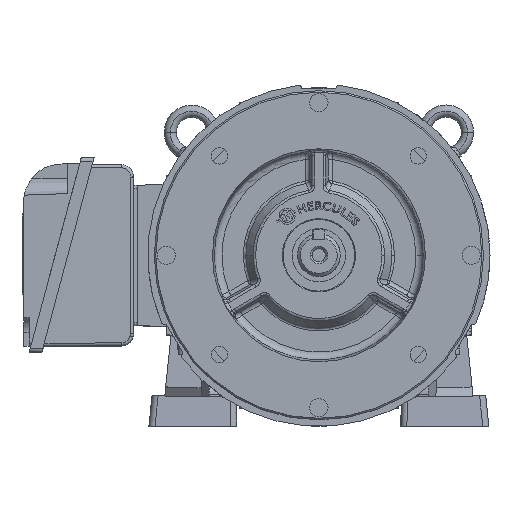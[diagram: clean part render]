
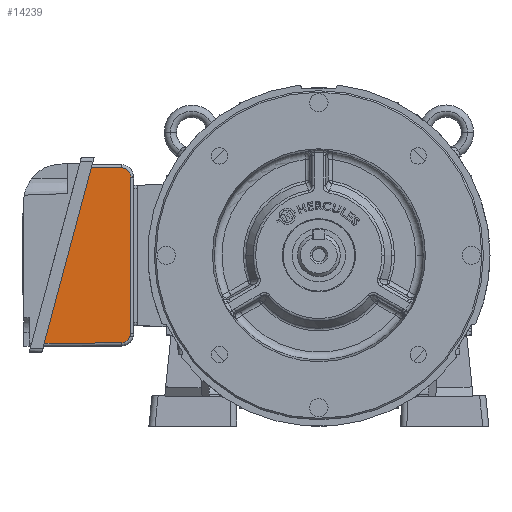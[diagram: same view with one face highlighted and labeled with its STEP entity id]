
A CAD part, top view. The second image highlights one B-rep face of the part: STEP entity #14239.
In plain terms, the highlighted planar face has unit normal (0.017, -0.004, 1).
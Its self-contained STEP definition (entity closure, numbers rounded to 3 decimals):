
#612 = CARTESIAN_POINT ( 'NONE',  ( -123.671, -52.881, 47.295 ) ) ;
#1287 = CARTESIAN_POINT ( 'NONE',  ( -163.369, 10.281, 48.25 ) ) ;
#1557 = VERTEX_POINT ( 'NONE', #25027 ) ;
#3409 = CARTESIAN_POINT ( 'NONE',  ( -126.612, -57.304, 47.325 ) ) ;
#5573 = LINE ( 'NONE', #17149, #25409 ) ;
#5932 = DIRECTION ( 'NONE',  ( 0.017, -0.005, 1. ) ) ;
#7563 = EDGE_CURVE ( 'NONE', #53594, #10005, #67536, .T. ) ;
#9120 = CARTESIAN_POINT ( 'NONE',  ( -129.362, 57.378, 47.889 ) ) ;
#10005 = VERTEX_POINT ( 'NONE', #9120 ) ;
#10720 = ORIENTED_EDGE ( 'NONE', *, *, #57709, .T. ) ;
#14239 = ADVANCED_FACE ( 'NONE', ( #39872 ), #56980, .T. ) ;
#16013 = ORIENTED_EDGE ( 'NONE', *, *, #7563, .T. ) ;
#17149 = CARTESIAN_POINT ( 'NONE',  ( -123.466, 51.388, 47.763 ) ) ;
#19886 = VERTEX_POINT ( 'NONE', #612 ) ;
#21275 =( BOUNDED_CURVE ( )  B_SPLINE_CURVE ( 3, ( #37350, #3409, #54467, #58946 ),
 .UNSPECIFIED., .F., .T. ) 
 B_SPLINE_CURVE_WITH_KNOTS ( ( 4, 4 ),
 ( 4.983, 6.283 ),
 .UNSPECIFIED. ) 
 CURVE ( )  GEOMETRIC_REPRESENTATION_ITEM ( )  RATIONAL_B_SPLINE_CURVE ( ( 1., 0.864, 0.864, 1. ) ) 
 REPRESENTATION_ITEM ( '' )  );
#22327 = DIRECTION ( 'NONE',  ( 1., 0., -0.017 ) ) ;
#22750 = AXIS2_PLACEMENT_3D ( 'NONE', #33539, #5932, #22327 ) ;
#25027 = CARTESIAN_POINT ( 'NONE',  ( -129.414, -57.328, 47.372 ) ) ;
#25409 = VECTOR ( 'NONE', #55178, 1000. ) ;
#26033 = DIRECTION ( 'NONE',  ( 1., 0.009, -0.017 ) ) ;
#26756 = CARTESIAN_POINT ( 'NONE',  ( -123.466, -51.329, 47.299 ) ) ;
#29637 = CARTESIAN_POINT ( 'NONE',  ( -123.466, -51.329, 47.299 ) ) ;
#31257 = VERTEX_POINT ( 'NONE', #61542 ) ;
#31268 = LINE ( 'NONE', #53999, #32840 ) ;
#31764 = ORIENTED_EDGE ( 'NONE', *, *, #34248, .T. ) ;
#32678 = EDGE_CURVE ( 'NONE', #1557, #19886, #21275, .T. ) ;
#32840 = VECTOR ( 'NONE', #42794, 1000. ) ;
#33539 = CARTESIAN_POINT ( 'NONE',  ( -163.369, 10.281, 48.25 ) ) ;
#34248 = EDGE_CURVE ( 'NONE', #66201, #1557, #70740, .T. ) ;
#35218 = DIRECTION ( 'NONE',  ( 0.259, 0.966, 0. ) ) ;
#37350 = CARTESIAN_POINT ( 'NONE',  ( -129.414, -57.328, 47.372 ) ) ;
#37938 = CARTESIAN_POINT ( 'NONE',  ( -123.535, -52.374, 47.295 ) ) ;
#39872 = FACE_OUTER_BOUND ( 'NONE', #62122, .T. ) ;
#41577 = CARTESIAN_POINT ( 'NONE',  ( -123.466, 51.379, 47.763 ) ) ;
#42091 = EDGE_CURVE ( 'NONE', #19886, #46713, #65643, .T. ) ;
#42444 = CARTESIAN_POINT ( 'NONE',  ( -129.447, -57.329, 47.373 ) ) ;
#42794 = DIRECTION ( 'NONE',  ( -1., 0.017, 0.017 ) ) ;
#43522 = CARTESIAN_POINT ( 'NONE',  ( -123.671, -52.881, 47.295 ) ) ;
#46383 = LINE ( 'NONE', #1287, #55186 ) ;
#46713 = VERTEX_POINT ( 'NONE', #29637 ) ;
#46850 = CARTESIAN_POINT ( 'NONE',  ( -123.466, 51.379, 47.763 ) ) ;
#48599 = ORIENTED_EDGE ( 'NONE', *, *, #53924, .F. ) ;
#50395 = ORIENTED_EDGE ( 'NONE', *, *, #42091, .T. ) ;
#53125 = CARTESIAN_POINT ( 'NONE',  ( -129.362, 57.378, 47.889 ) ) ;
#53292 = EDGE_CURVE ( 'NONE', #46713, #53594, #5573, .T. ) ;
#53594 = VERTEX_POINT ( 'NONE', #46850 ) ;
#53924 = EDGE_CURVE ( 'NONE', #66201, #31257, #46383, .T. ) ;
#53999 = CARTESIAN_POINT ( 'NONE',  ( -162.534, 57.957, 48.451 ) ) ;
#54467 = CARTESIAN_POINT ( 'NONE',  ( -124.396, -55.588, 47.295 ) ) ;
#55178 = DIRECTION ( 'NONE',  ( 0., 1., 0.005 ) ) ;
#55186 = VECTOR ( 'NONE', #35218, 1000. ) ;
#55428 = CARTESIAN_POINT ( 'NONE',  ( -123.466, -51.854, 47.297 ) ) ;
#56980 = PLANE ( 'NONE',  #22750 ) ;
#57709 = EDGE_CURVE ( 'NONE', #10005, #31257, #31268, .T. ) ;
#58946 = CARTESIAN_POINT ( 'NONE',  ( -123.671, -52.881, 47.295 ) ) ;
#59357 = ORIENTED_EDGE ( 'NONE', *, *, #53292, .T. ) ;
#59988 = CARTESIAN_POINT ( 'NONE',  ( -181.607, -57.784, 48.25 ) ) ;
#61542 = CARTESIAN_POINT ( 'NONE',  ( -150.65, 57.75, 48.25 ) ) ;
#62122 = EDGE_LOOP ( 'NONE', ( #48599, #31764, #70589, #50395, #59357, #16013, #10720 ) ) ;
#64263 = CARTESIAN_POINT ( 'NONE',  ( -125.896, 57.318, 47.831 ) ) ;
#65643 =( BOUNDED_CURVE ( )  B_SPLINE_CURVE ( 3, ( #43522, #37938, #55428, #26756 ),
 .UNSPECIFIED., .F., .T. ) 
 B_SPLINE_CURVE_WITH_KNOTS ( ( 4, 4 ),
 ( 0., 0.262 ),
 .UNSPECIFIED. ) 
 CURVE ( )  GEOMETRIC_REPRESENTATION_ITEM ( )  RATIONAL_B_SPLINE_CURVE ( ( 1., 0.994, 0.994, 1. ) ) 
 REPRESENTATION_ITEM ( '' )  );
#66201 = VERTEX_POINT ( 'NONE', #59988 ) ;
#67536 =( BOUNDED_CURVE ( )  B_SPLINE_CURVE ( 3, ( #41577, #69845, #64263, #53125 ),
 .UNSPECIFIED., .F., .T. ) 
 B_SPLINE_CURVE_WITH_KNOTS ( ( 4, 4 ),
 ( 0.262, 1.815 ),
 .UNSPECIFIED. ) 
 CURVE ( )  GEOMETRIC_REPRESENTATION_ITEM ( )  RATIONAL_B_SPLINE_CURVE ( ( 1., 0.809, 0.809, 1. ) ) 
 REPRESENTATION_ITEM ( '' )  );
#69845 = CARTESIAN_POINT ( 'NONE',  ( -123.466, 54.846, 47.779 ) ) ;
#70589 = ORIENTED_EDGE ( 'NONE', *, *, #32678, .T. ) ;
#70740 = LINE ( 'NONE', #42444, #72547 ) ;
#72547 = VECTOR ( 'NONE', #26033, 1000. ) ;
